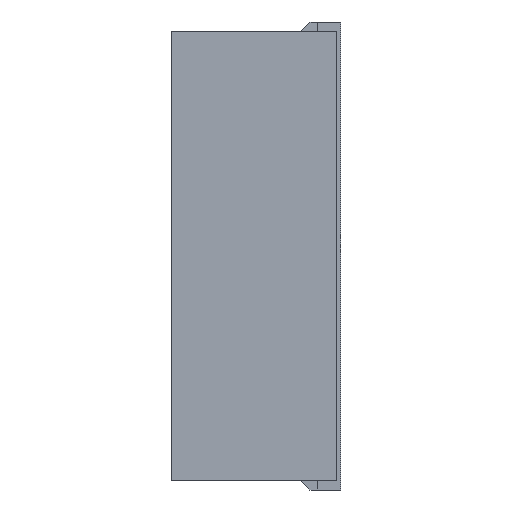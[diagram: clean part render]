
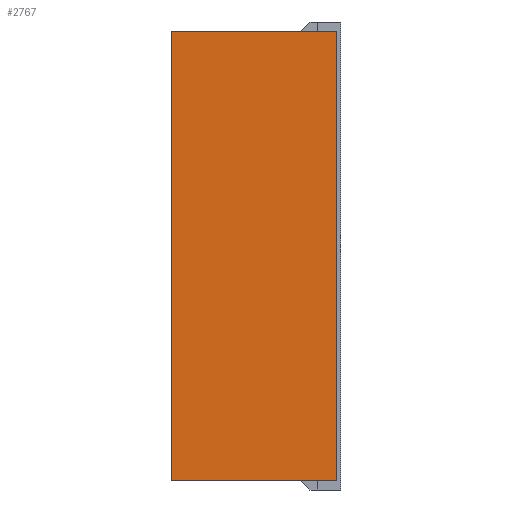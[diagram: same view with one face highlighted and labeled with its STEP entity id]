
A CAD part, left-side view. The second image highlights one B-rep face of the part: STEP entity #2767.
In plain terms, the highlighted planar face has unit normal (-1, 0, 0).
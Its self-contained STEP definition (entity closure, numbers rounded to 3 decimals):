
#253 = VECTOR ( 'NONE', #35841, 1000. ) ;
#1633 = EDGE_LOOP ( 'NONE', ( #23952, #29859, #6436, #31920 ) ) ;
#2767 = ADVANCED_FACE ( 'NONE', ( #32580 ), #6262, .T. ) ;
#4986 = DIRECTION ( 'NONE',  ( 0., 1., 0. ) ) ;
#5352 = CARTESIAN_POINT ( 'NONE',  ( -27.451, -8.535, -33.091 ) ) ;
#6262 = PLANE ( 'NONE',  #34761 ) ;
#6436 = ORIENTED_EDGE ( 'NONE', *, *, #16897, .T. ) ;
#6447 = CARTESIAN_POINT ( 'NONE',  ( -27.451, -8.535, -33.091 ) ) ;
#8416 = DIRECTION ( 'NONE',  ( 0., 0., 1. ) ) ;
#8937 = EDGE_CURVE ( 'NONE', #37417, #28288, #31860, .T. ) ;
#9963 = CARTESIAN_POINT ( 'NONE',  ( -27.451, -8.535, -33.066 ) ) ;
#10763 = LINE ( 'NONE', #11122, #19886 ) ;
#11122 = CARTESIAN_POINT ( 'NONE',  ( -27.451, -8.535, 26.726 ) ) ;
#12211 = VECTOR ( 'NONE', #8416, 1000. ) ;
#12371 = DIRECTION ( 'NONE',  ( 0., 0., 1. ) ) ;
#12442 = EDGE_CURVE ( 'NONE', #26377, #37417, #18656, .T. ) ;
#12861 = VERTEX_POINT ( 'NONE', #22585 ) ;
#13518 = CARTESIAN_POINT ( 'NONE',  ( -27.451, 13.487, 26.726 ) ) ;
#14995 = EDGE_CURVE ( 'NONE', #12861, #28288, #10763, .T. ) ;
#16897 = EDGE_CURVE ( 'NONE', #26377, #12861, #17135, .T. ) ;
#17135 = LINE ( 'NONE', #5352, #23040 ) ;
#18656 = LINE ( 'NONE', #9963, #253 ) ;
#19012 = CARTESIAN_POINT ( 'NONE',  ( -27.451, -8.535, -33.066 ) ) ;
#19886 = VECTOR ( 'NONE', #4986, 1000. ) ;
#22585 = CARTESIAN_POINT ( 'NONE',  ( -27.451, -8.535, 26.726 ) ) ;
#23040 = VECTOR ( 'NONE', #25874, 1000. ) ;
#23952 = ORIENTED_EDGE ( 'NONE', *, *, #8937, .F. ) ;
#25874 = DIRECTION ( 'NONE',  ( 0., 0., 1. ) ) ;
#26377 = VERTEX_POINT ( 'NONE', #19012 ) ;
#28288 = VERTEX_POINT ( 'NONE', #13518 ) ;
#29859 = ORIENTED_EDGE ( 'NONE', *, *, #12442, .F. ) ;
#31483 = CARTESIAN_POINT ( 'NONE',  ( -27.451, 13.487, -18.137 ) ) ;
#31860 = LINE ( 'NONE', #31483, #12211 ) ;
#31920 = ORIENTED_EDGE ( 'NONE', *, *, #14995, .T. ) ;
#32580 = FACE_OUTER_BOUND ( 'NONE', #1633, .T. ) ;
#34761 = AXIS2_PLACEMENT_3D ( 'NONE', #6447, #35427, #12371 ) ;
#35427 = DIRECTION ( 'NONE',  ( -1., 0., 0. ) ) ;
#35841 = DIRECTION ( 'NONE',  ( 0., 1., 0. ) ) ;
#36715 = CARTESIAN_POINT ( 'NONE',  ( -27.451, 13.487, -33.066 ) ) ;
#37417 = VERTEX_POINT ( 'NONE', #36715 ) ;
